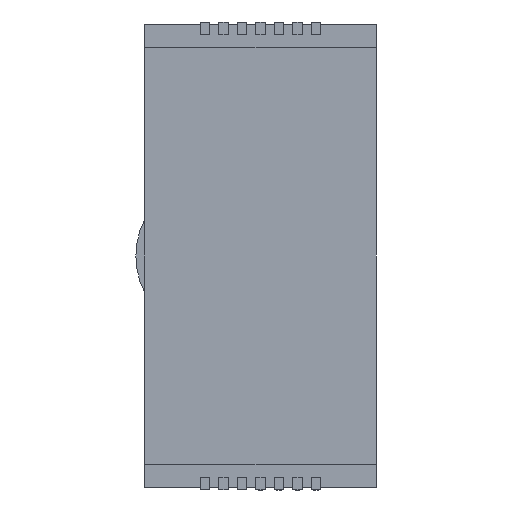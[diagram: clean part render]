
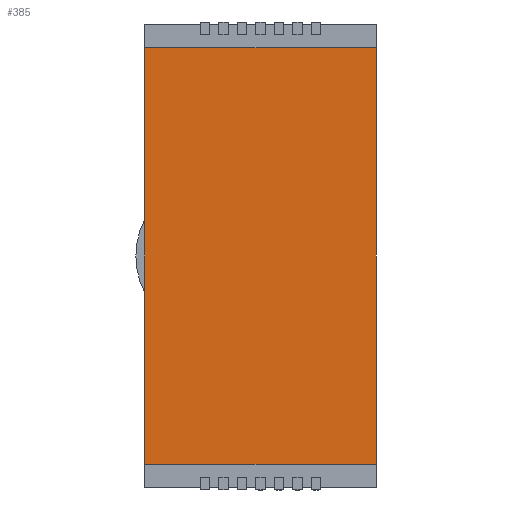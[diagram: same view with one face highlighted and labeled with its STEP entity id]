
A CAD part, front view. The second image highlights one B-rep face of the part: STEP entity #385.
In plain terms, the highlighted planar face has unit normal (0, -1, 0).
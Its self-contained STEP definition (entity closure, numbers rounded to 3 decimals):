
#256 = VERTEX_POINT('',#257);
#257 = CARTESIAN_POINT('',(0.,-2.2,2.5));
#263 = EDGE_CURVE('',#256,#264,#266,.T.);
#264 = VERTEX_POINT('',#265);
#265 = CARTESIAN_POINT('',(25.,-2.2,2.5));
#266 = LINE('',#267,#268);
#267 = CARTESIAN_POINT('',(0.,-2.2,2.5));
#268 = VECTOR('',#269,1.);
#269 = DIRECTION('',(1.,0.,0.));
#294 = EDGE_CURVE('',#264,#295,#297,.T.);
#295 = VERTEX_POINT('',#296);
#296 = CARTESIAN_POINT('',(25.,-2.2,47.5));
#297 = LINE('',#298,#299);
#298 = CARTESIAN_POINT('',(25.,-2.2,2.5));
#299 = VECTOR('',#300,1.);
#300 = DIRECTION('',(0.,0.,1.));
#325 = EDGE_CURVE('',#295,#326,#328,.T.);
#326 = VERTEX_POINT('',#327);
#327 = CARTESIAN_POINT('',(0.,-2.2,47.5));
#328 = LINE('',#329,#330);
#329 = CARTESIAN_POINT('',(25.,-2.2,47.5));
#330 = VECTOR('',#331,1.);
#331 = DIRECTION('',(-1.,0.,0.));
#356 = EDGE_CURVE('',#326,#256,#357,.T.);
#357 = LINE('',#358,#359);
#358 = CARTESIAN_POINT('',(0.,-2.2,47.5));
#359 = VECTOR('',#360,1.);
#360 = DIRECTION('',(0.,0.,-1.));
#385 = ADVANCED_FACE('',(#386),#392,.T.);
#386 = FACE_BOUND('',#387,.T.);
#387 = EDGE_LOOP('',(#388,#389,#390,#391));
#388 = ORIENTED_EDGE('',*,*,#263,.T.);
#389 = ORIENTED_EDGE('',*,*,#294,.T.);
#390 = ORIENTED_EDGE('',*,*,#325,.T.);
#391 = ORIENTED_EDGE('',*,*,#356,.T.);
#392 = PLANE('',#393);
#393 = AXIS2_PLACEMENT_3D('',#394,#395,#396);
#394 = CARTESIAN_POINT('',(12.5,-2.2,25.));
#395 = DIRECTION('',(0.,-1.,0.));
#396 = DIRECTION('',(0.,0.,-1.));
